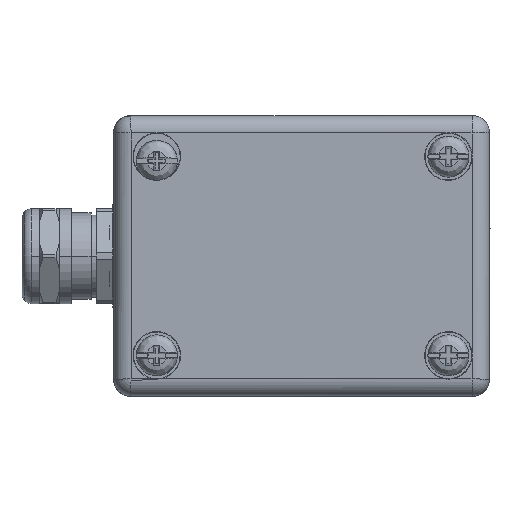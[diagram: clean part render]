
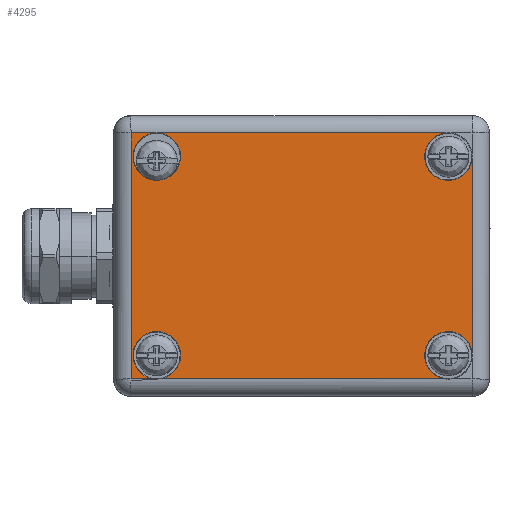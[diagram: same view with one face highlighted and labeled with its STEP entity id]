
A CAD part, top view. The second image highlights one B-rep face of the part: STEP entity #4295.
In plain terms, the highlighted planar face has unit normal (0, 0, 1).
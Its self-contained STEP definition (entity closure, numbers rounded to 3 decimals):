
#2022=LINE('',#31453,#3256);
#2023=LINE('',#31457,#3257);
#2024=LINE('',#31459,#3258);
#2025=LINE('',#31461,#3259);
#2026=LINE('',#31465,#3260);
#2027=LINE('',#31469,#3261);
#3256=VECTOR('',#20397,1.);
#3257=VECTOR('',#20400,1.);
#3258=VECTOR('',#20401,1.);
#3259=VECTOR('',#20402,1.);
#3260=VECTOR('',#20405,1.);
#3261=VECTOR('',#20408,1.);
#4295=ADVANCED_FACE('',(#5736),#5173,.T.);
#5173=PLANE('',#17398);
#5736=FACE_OUTER_BOUND('',#6683,.T.);
#6683=EDGE_LOOP('',(#9350,#9351,#9352,#9353,#9354,#9355,#9356,#9357,#9358,
#9359));
#9350=ORIENTED_EDGE('',*,*,#14694,.T.);
#9351=ORIENTED_EDGE('',*,*,#14695,.T.);
#9352=ORIENTED_EDGE('',*,*,#14696,.T.);
#9353=ORIENTED_EDGE('',*,*,#14697,.T.);
#9354=ORIENTED_EDGE('',*,*,#14698,.T.);
#9355=ORIENTED_EDGE('',*,*,#14699,.T.);
#9356=ORIENTED_EDGE('',*,*,#14700,.T.);
#9357=ORIENTED_EDGE('',*,*,#14701,.T.);
#9358=ORIENTED_EDGE('',*,*,#14702,.T.);
#9359=ORIENTED_EDGE('',*,*,#14703,.T.);
#12844=VERTEX_POINT('',#31451);
#12845=VERTEX_POINT('',#31452);
#12846=VERTEX_POINT('',#31454);
#12847=VERTEX_POINT('',#31456);
#12848=VERTEX_POINT('',#31458);
#12849=VERTEX_POINT('',#31460);
#12850=VERTEX_POINT('',#31462);
#12851=VERTEX_POINT('',#31464);
#12852=VERTEX_POINT('',#31466);
#12853=VERTEX_POINT('',#31468);
#14694=EDGE_CURVE('',#12844,#12845,#16325,.T.);
#14695=EDGE_CURVE('',#12845,#12846,#2022,.T.);
#14696=EDGE_CURVE('',#12846,#12847,#16326,.T.);
#14697=EDGE_CURVE('',#12847,#12848,#2023,.T.);
#14698=EDGE_CURVE('',#12848,#12849,#2024,.T.);
#14699=EDGE_CURVE('',#12849,#12850,#2025,.T.);
#14700=EDGE_CURVE('',#12850,#12851,#16327,.T.);
#14701=EDGE_CURVE('',#12851,#12852,#2026,.T.);
#14702=EDGE_CURVE('',#12852,#12853,#16328,.T.);
#14703=EDGE_CURVE('',#12853,#12844,#2027,.T.);
#16325=CIRCLE('',#17394,5.5);
#16326=CIRCLE('',#17395,5.5);
#16327=CIRCLE('',#17396,5.5);
#16328=CIRCLE('',#17397,5.5);
#17394=AXIS2_PLACEMENT_3D('',#31450,#20395,#20396);
#17395=AXIS2_PLACEMENT_3D('',#31455,#20398,#20399);
#17396=AXIS2_PLACEMENT_3D('',#31463,#20403,#20404);
#17397=AXIS2_PLACEMENT_3D('',#31467,#20406,#20407);
#17398=AXIS2_PLACEMENT_3D('',#31470,#20409,#20410);
#20395=DIRECTION('',(0.,0.,-1.));
#20396=DIRECTION('',(1.,0.,0.));
#20397=DIRECTION('',(-1.,0.,0.));
#20398=DIRECTION('',(0.,0.,-1.));
#20399=DIRECTION('',(1.,0.,0.));
#20400=DIRECTION('',(-1.,0.,0.));
#20401=DIRECTION('',(0.,-1.,0.));
#20402=DIRECTION('',(1.,0.,0.));
#20403=DIRECTION('',(0.,0.,-1.));
#20404=DIRECTION('',(1.,0.,0.));
#20405=DIRECTION('',(1.,0.,0.));
#20406=DIRECTION('',(0.,0.,-1.));
#20407=DIRECTION('',(1.,0.,0.));
#20408=DIRECTION('',(0.,1.,0.));
#20409=DIRECTION('',(0.,0.,1.));
#20410=DIRECTION('',(-1.,0.,0.));
#31450=CARTESIAN_POINT('',(20.5,23.,7.));
#31451=CARTESIAN_POINT('',(25.964,22.376,7.));
#31452=CARTESIAN_POINT('',(19.876,28.464,7.));
#31453=CARTESIAN_POINT('',(-53.,28.464,7.));
#31454=CARTESIAN_POINT('',(-46.376,28.464,7.));
#31455=CARTESIAN_POINT('',(-47.,23.,7.));
#31456=CARTESIAN_POINT('',(-47.624,28.464,7.));
#31457=CARTESIAN_POINT('',(-53.,28.464,7.));
#31458=CARTESIAN_POINT('',(-52.964,28.464,7.));
#31459=CARTESIAN_POINT('',(-52.964,-28.5,7.));
#31460=CARTESIAN_POINT('',(-52.964,-28.464,7.));
#31461=CARTESIAN_POINT('',(26.,-28.464,7.));
#31462=CARTESIAN_POINT('',(-47.624,-28.464,7.));
#31463=CARTESIAN_POINT('',(-47.,-23.,7.));
#31464=CARTESIAN_POINT('',(-46.376,-28.464,7.));
#31465=CARTESIAN_POINT('',(26.,-28.464,7.));
#31466=CARTESIAN_POINT('',(19.876,-28.464,7.));
#31467=CARTESIAN_POINT('',(20.5,-23.,7.));
#31468=CARTESIAN_POINT('',(25.964,-22.376,7.));
#31469=CARTESIAN_POINT('',(25.964,28.5,7.));
#31470=CARTESIAN_POINT('',(26.,-28.5,7.));
